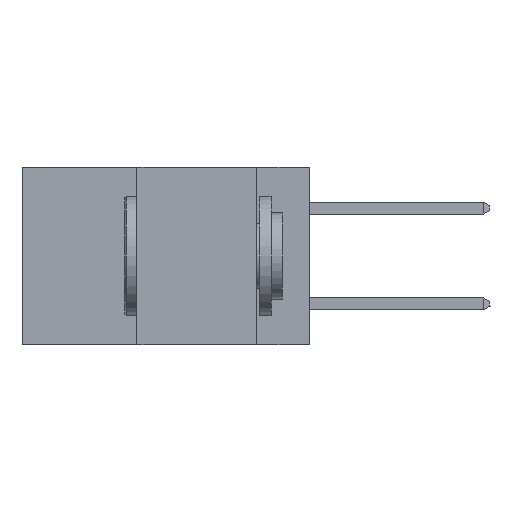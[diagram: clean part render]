
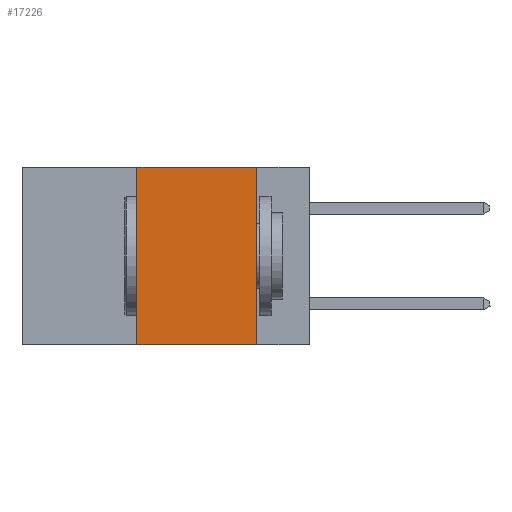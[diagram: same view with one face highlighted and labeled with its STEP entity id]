
A CAD part, left-side view. The second image highlights one B-rep face of the part: STEP entity #17226.
In plain terms, the highlighted planar face has unit normal (-1, 0, 0).
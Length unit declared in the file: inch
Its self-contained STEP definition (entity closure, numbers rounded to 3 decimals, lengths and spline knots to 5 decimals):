
#428 = VECTOR ( 'NONE', #18237, 39.37008 ) ;
#1837 = LINE ( 'NONE', #22715, #428 ) ;
#1955 = CARTESIAN_POINT ( 'NONE',  ( 0., 0.11, -0.37 ) ) ;
#2896 = EDGE_CURVE ( 'NONE', #21976, #7106, #23336, .T. ) ;
#3158 = DIRECTION ( 'NONE',  ( 0., -1., 0. ) ) ;
#3181 = ORIENTED_EDGE ( 'NONE', *, *, #2896, .T. ) ;
#3669 = DIRECTION ( 'NONE',  ( 0., 0., -1. ) ) ;
#6999 = EDGE_LOOP ( 'NONE', ( #23383, #24202, #26938, #3181 ) ) ;
#7066 = VECTOR ( 'NONE', #18034, 39.37008 ) ;
#7106 = VERTEX_POINT ( 'NONE', #1955 ) ;
#7755 = PLANE ( 'NONE',  #13608 ) ;
#7953 = DIRECTION ( 'NONE',  ( 1., 0., 0. ) ) ;
#10811 = VECTOR ( 'NONE', #3158, 39.37008 ) ;
#11651 = CARTESIAN_POINT ( 'NONE',  ( 0., 0.36, 0. ) ) ;
#12232 = CARTESIAN_POINT ( 'NONE',  ( 0., 0.36, -0.37 ) ) ;
#12505 = CARTESIAN_POINT ( 'NONE',  ( 0., 0.11, 0. ) ) ;
#13608 = AXIS2_PLACEMENT_3D ( 'NONE', #16981, #7953, #3669 ) ;
#15155 = FACE_OUTER_BOUND ( 'NONE', #6999, .T. ) ;
#15537 = EDGE_CURVE ( 'NONE', #21683, #19911, #1837, .T. ) ;
#16981 = CARTESIAN_POINT ( 'NONE',  ( 0., 0.6, 0. ) ) ;
#17226 = ADVANCED_FACE ( 'NONE', ( #15155 ), #7755, .F. ) ;
#18034 = DIRECTION ( 'NONE',  ( 0., 0., -1. ) ) ;
#18237 = DIRECTION ( 'NONE',  ( 0., -1., 0. ) ) ;
#18462 = CARTESIAN_POINT ( 'NONE',  ( 0., 0.6, -0.37 ) ) ;
#19563 = LINE ( 'NONE', #20569, #7066 ) ;
#19911 = VERTEX_POINT ( 'NONE', #12505 ) ;
#19986 = VECTOR ( 'NONE', #24840, 39.37008 ) ;
#20569 = CARTESIAN_POINT ( 'NONE',  ( 0., 0.11, 0. ) ) ;
#21683 = VERTEX_POINT ( 'NONE', #27607 ) ;
#21976 = VERTEX_POINT ( 'NONE', #12232 ) ;
#22715 = CARTESIAN_POINT ( 'NONE',  ( 0., 0.6, 0. ) ) ;
#23336 = LINE ( 'NONE', #18462, #10811 ) ;
#23383 = ORIENTED_EDGE ( 'NONE', *, *, #28511, .F. ) ;
#24202 = ORIENTED_EDGE ( 'NONE', *, *, #15537, .F. ) ;
#24497 = LINE ( 'NONE', #11651, #19986 ) ;
#24840 = DIRECTION ( 'NONE',  ( 0., 0., 1. ) ) ;
#26938 = ORIENTED_EDGE ( 'NONE', *, *, #27620, .F. ) ;
#27607 = CARTESIAN_POINT ( 'NONE',  ( 0., 0.36, 0. ) ) ;
#27620 = EDGE_CURVE ( 'NONE', #21976, #21683, #24497, .T. ) ;
#28511 = EDGE_CURVE ( 'NONE', #19911, #7106, #19563, .T. ) ;
